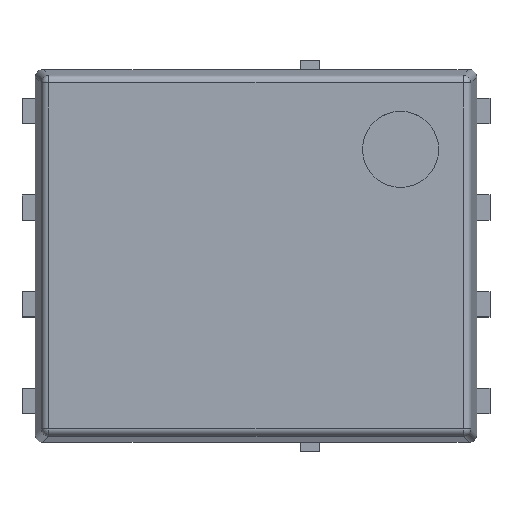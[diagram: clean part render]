
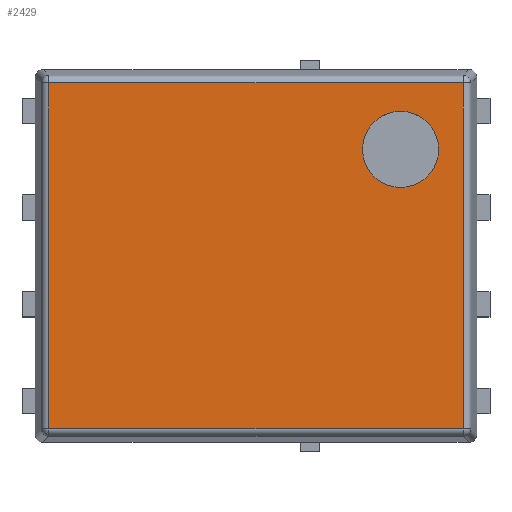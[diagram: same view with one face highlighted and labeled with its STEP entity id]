
A CAD part, top view. The second image highlights one B-rep face of the part: STEP entity #2429.
In plain terms, the highlighted planar face has unit normal (0, 0, 1).
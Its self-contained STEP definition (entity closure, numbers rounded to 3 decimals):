
#53=CIRCLE('',#2535,0.5);
#367=ORIENTED_EDGE('',*,*,#799,.T.);
#368=ORIENTED_EDGE('',*,*,#800,.T.);
#369=ORIENTED_EDGE('',*,*,#801,.T.);
#370=ORIENTED_EDGE('',*,*,#802,.T.);
#371=ORIENTED_EDGE('',*,*,#803,.T.);
#799=EDGE_CURVE('',#1029,#1030,#1239,.F.);
#800=EDGE_CURVE('',#1030,#1031,#1240,.F.);
#801=EDGE_CURVE('',#1031,#1032,#1241,.F.);
#802=EDGE_CURVE('',#1032,#1029,#1242,.F.);
#803=EDGE_CURVE('',#1033,#1033,#53,.T.);
#1029=VERTEX_POINT('',#3473);
#1030=VERTEX_POINT('',#3474);
#1031=VERTEX_POINT('',#3476);
#1032=VERTEX_POINT('',#3478);
#1033=VERTEX_POINT('',#3481);
#1239=LINE('',#3472,#1477);
#1240=LINE('',#3475,#1478);
#1241=LINE('',#3477,#1479);
#1242=LINE('',#3479,#1480);
#1477=VECTOR('',#2881,1000.);
#1478=VECTOR('',#2882,1000.);
#1479=VECTOR('',#2883,1000.);
#1480=VECTOR('',#2884,1000.);
#1560=EDGE_LOOP('',(#367,#368,#369,#370));
#1561=EDGE_LOOP('',(#371));
#1650=FACE_BOUND('',#1560,.T.);
#1651=FACE_BOUND('',#1561,.T.);
#1740=PLANE('',#2534);
#2429=ADVANCED_FACE('',(#1650,#1651),#1740,.T.);
#2534=AXIS2_PLACEMENT_3D('',#3471,#2879,#2880);
#2535=AXIS2_PLACEMENT_3D('',#3480,#2885,#2886);
#2879=DIRECTION('',(0.,0.,1.));
#2880=DIRECTION('',(1.,0.,0.));
#2881=DIRECTION('',(0.,1.,0.));
#2882=DIRECTION('',(-1.,0.,0.));
#2883=DIRECTION('',(0.,-1.,0.));
#2884=DIRECTION('',(1.,0.,0.));
#2885=DIRECTION('',(0.,0.,-1.));
#2886=DIRECTION('',(0.,-1.,0.));
#3471=CARTESIAN_POINT('',(0.,0.,1.));
#3472=CARTESIAN_POINT('',(-2.723,-2.361,1.));
#3473=CARTESIAN_POINT('',(-2.723,2.273,1.));
#3474=CARTESIAN_POINT('',(-2.723,-2.273,1.));
#3475=CARTESIAN_POINT('',(2.811,-2.273,1.));
#3476=CARTESIAN_POINT('',(2.723,-2.273,1.));
#3477=CARTESIAN_POINT('',(2.723,2.361,1.));
#3478=CARTESIAN_POINT('',(2.723,2.273,1.));
#3479=CARTESIAN_POINT('',(-2.811,2.273,1.));
#3480=CARTESIAN_POINT('',(1.9,1.4,1.));
#3481=CARTESIAN_POINT('',(1.9,0.9,1.));
